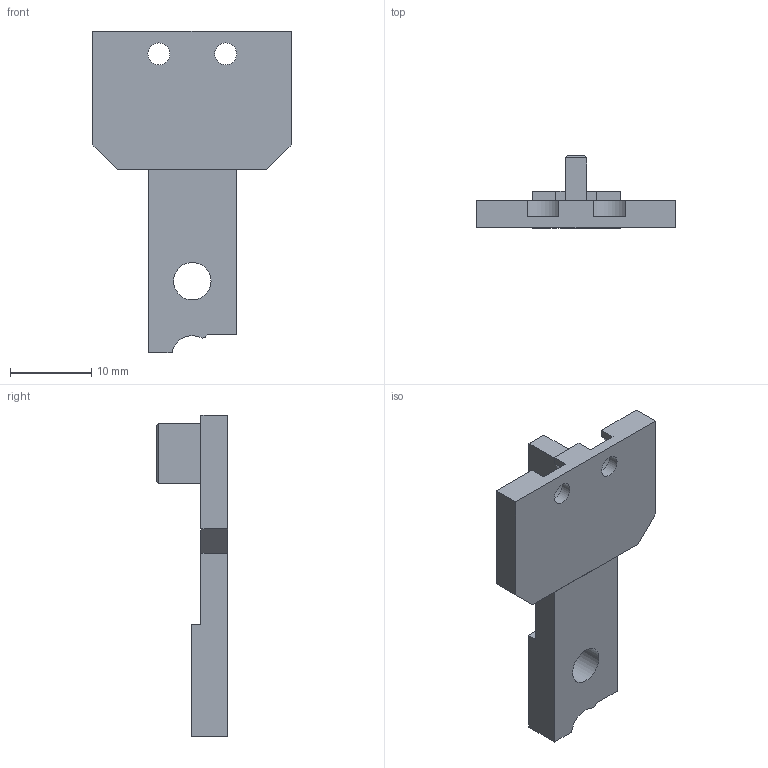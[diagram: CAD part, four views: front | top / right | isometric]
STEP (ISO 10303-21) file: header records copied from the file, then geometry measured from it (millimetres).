
FILE_DESCRIPTION(/* description */ (''),/* implementation_level */ '2;1');
FILE_NAME(/* name */ 'ldo_top_flag_plate_2020.step',/* time_stamp */ '2025-11-07T19:26:44-05:00',/* author */ (''),/* organization */ (''),/* preprocessor_version */ 'ST-DEVELOPER v20.1',/* originating_system */ 'Autodesk Translation Framework v14.17.0.0',/* authorisation */ '');
FILE_SCHEMA (('AUTOMOTIVE_DESIGN { 1 0 10303 214 3 1 1 }'));
Length unit declared in the file: millimetre
Products named in the file (2): (Unsaved); Top_Flag_Plate
Assembly tree (1 placements, depth 2):
  (Unsaved)
    Top_Flag_Plate
Bounding box: 24.35 x 8.81 x 39.55 mm (x, y, z)
Volume: 2149.2 mm3; surface area: 2076.2 mm2
Topology: 2 solids, 2 shells, 52 faces, 137 edges, 90 vertices
Faces by surface type: plane 43, cylinder 9
Full cylindrical faces by diameter (mm): 2.7 x2, 4.6 x1
Entity records: 1655 total; most frequent: CARTESIAN_POINT 282, ORIENTED_EDGE 274, DIRECTION 265, EDGE_CURVE 137, LINE 119, VECTOR 119, VERTEX_POINT 90, AXIS2_PLACEMENT_3D 73
